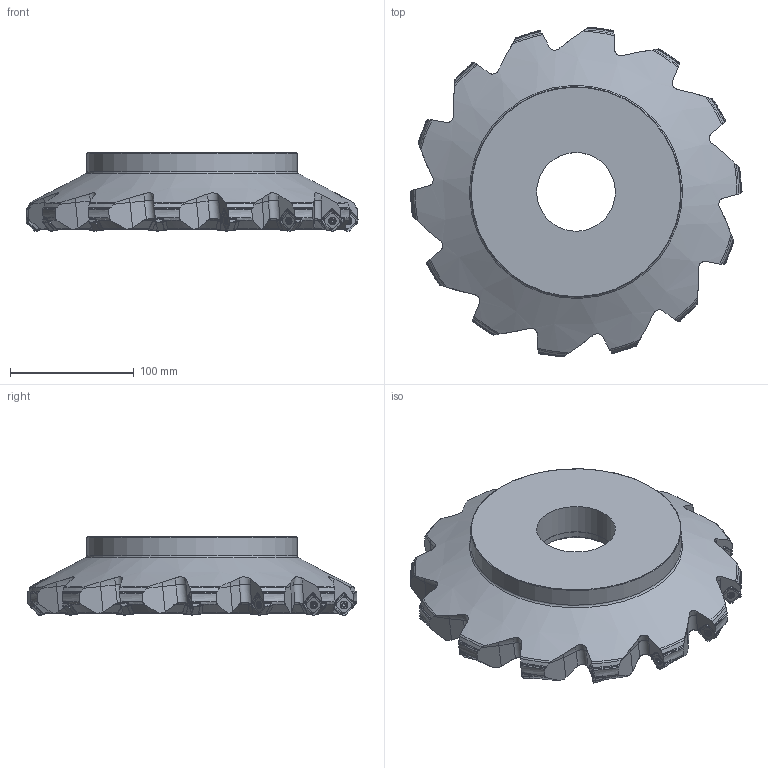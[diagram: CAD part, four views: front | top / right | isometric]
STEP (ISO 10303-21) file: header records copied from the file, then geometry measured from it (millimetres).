
FILE_DESCRIPTION(/* description */ (''),/* implementation_level */ '2;1');
FILE_NAME(/* name */ 'toolassembly_1.stp',/* time_stamp */ '2019-01-25T12:00:08+01:00',/* author */ (''),/* organization */ ('SMS'),/* preprocessor_version */ 'ST-DEVELOPER v15',/* originating_system */ 'SIEMENS PLM Software NX 8.5',/* authorisation */ '');
FILE_SCHEMA (('AUTOMOTIVE_DESIGN { 1 0 10303 214 3 1 1 1 }'));
Products named in the file (4): ASSEMBLY_CONSTRUCTION; CUT_20190125115803; NOCUT_20190125115647; TOOLASSEMBLY_1
Assembly tree (16 placements, depth 2):
  TOOLASSEMBLY_1
    NOCUT_20190125115647
    CUT_20190125115803  x14
    ASSEMBLY_CONSTRUCTION
Bounding box: 268.07 x 266.21 x 63 mm (x, y, z)
Volume: 1534702.7 mm3; surface area: 158500 mm2
Topology: 15 solids, 15 shells, 7195 faces, 17955 edges, 10855 vertices
Faces by surface type: bspline 2142, cylinder 1982, plane 1506, torus 593, cone 580, extrusion 280, sphere 112
Full cylindrical faces by diameter (mm): 3.5 x14, 4 x14, 4.8 x14, 5.7 x14, 18 x4, 63.515 x1, 63.8 x1, 128.5 x1, 170 x1
Entity records: 223381 total; most frequent: CARTESIAN_POINT 90826, ORIENTED_EDGE 29396, DIRECTION 26316, EDGE_CURVE 14698, AXIS2_PLACEMENT_3D 10946, VERTEX_POINT 8864, EDGE_LOOP 6228, ADVANCED_FACE 6038
